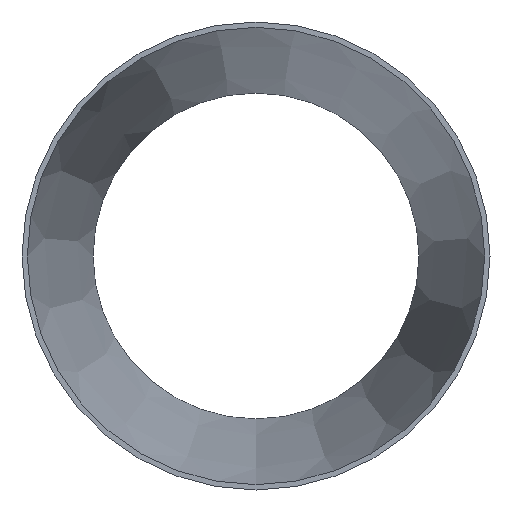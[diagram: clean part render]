
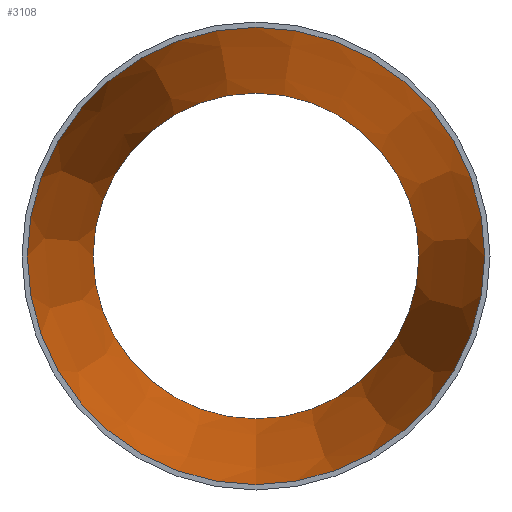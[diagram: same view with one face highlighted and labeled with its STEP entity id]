
A CAD part, front view. The second image highlights one B-rep face of the part: STEP entity #3108.
In plain terms, the highlighted conical face has half-angle 8.616 degrees and reference radius 173.954 mm.
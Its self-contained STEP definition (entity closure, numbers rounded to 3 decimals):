
#922 = CONICAL_SURFACE ( 'NONE', #3682, 173.954, 0.15 ) ;
#1423 = CARTESIAN_POINT ( 'NONE',  ( 0., 0., -173.954 ) ) ;
#2455 = EDGE_LOOP ( 'NONE', ( #32102 ) ) ;
#2780 = EDGE_CURVE ( 'NONE', #40997, #40997, #11275, .T. ) ;
#3108 = ADVANCED_FACE ( 'NONE', ( #9354, #20018 ), #922, .F. ) ;
#3682 = AXIS2_PLACEMENT_3D ( 'NONE', #39377, #23479, #32847 ) ;
#7801 = CIRCLE ( 'NONE', #32109, 173.954 ) ;
#9354 = FACE_BOUND ( 'NONE', #2455, .T. ) ;
#11275 = CIRCLE ( 'NONE', #13380, 123.954 ) ;
#11780 = CARTESIAN_POINT ( 'NONE',  ( 0., 330., 0. ) ) ;
#12209 = DIRECTION ( 'NONE',  ( 0., -1., 0. ) ) ;
#12628 = EDGE_CURVE ( 'NONE', #31205, #31205, #7801, .T. ) ;
#13380 = AXIS2_PLACEMENT_3D ( 'NONE', #11780, #12209, #31334 ) ;
#20018 = FACE_OUTER_BOUND ( 'NONE', #24342, .T. ) ;
#23291 = ORIENTED_EDGE ( 'NONE', *, *, #12628, .T. ) ;
#23479 = DIRECTION ( 'NONE',  ( 0., -1., 0. ) ) ;
#24342 = EDGE_LOOP ( 'NONE', ( #23291 ) ) ;
#24470 = CARTESIAN_POINT ( 'NONE',  ( 0., 330., -123.954 ) ) ;
#26656 = CARTESIAN_POINT ( 'NONE',  ( 0., 0., 0. ) ) ;
#31205 = VERTEX_POINT ( 'NONE', #1423 ) ;
#31334 = DIRECTION ( 'NONE',  ( 0., 0., -1. ) ) ;
#32102 = ORIENTED_EDGE ( 'NONE', *, *, #2780, .F. ) ;
#32109 = AXIS2_PLACEMENT_3D ( 'NONE', #26656, #40777, #36686 ) ;
#32847 = DIRECTION ( 'NONE',  ( 0., 0., -1. ) ) ;
#36686 = DIRECTION ( 'NONE',  ( 0., 0., -1. ) ) ;
#39377 = CARTESIAN_POINT ( 'NONE',  ( 0., 0., 0. ) ) ;
#40777 = DIRECTION ( 'NONE',  ( 0., -1., 0. ) ) ;
#40997 = VERTEX_POINT ( 'NONE', #24470 ) ;
